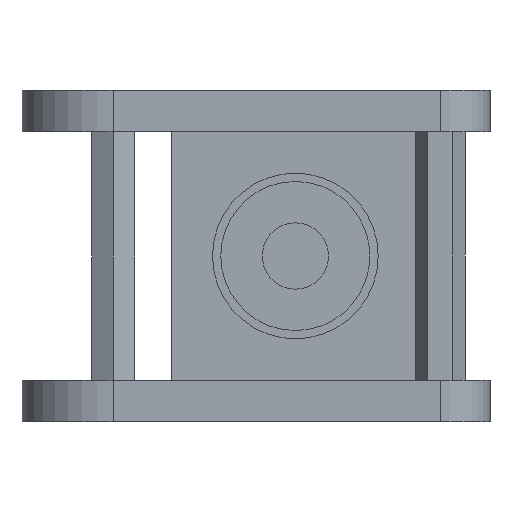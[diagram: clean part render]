
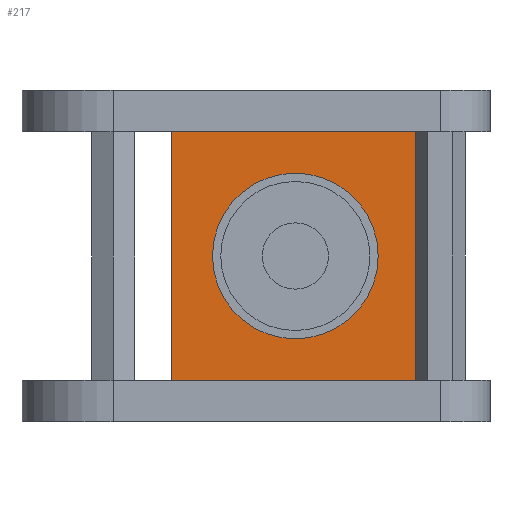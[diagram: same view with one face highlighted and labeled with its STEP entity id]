
A CAD part, front view. The second image highlights one B-rep face of the part: STEP entity #217.
In plain terms, the highlighted planar face has unit normal (0, -1, 0).
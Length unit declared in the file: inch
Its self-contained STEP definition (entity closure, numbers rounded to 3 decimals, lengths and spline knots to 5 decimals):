
#10 = DIRECTION ( 'NONE',  ( 0., 0., 1. ) ) ;
#23 = VERTEX_POINT ( 'NONE', #405 ) ;
#30 = DIRECTION ( 'NONE',  ( -1., 0., 0. ) ) ;
#42 = CARTESIAN_POINT ( 'NONE',  ( 0.19685, 0., -0.59055 ) ) ;
#57 = CARTESIAN_POINT ( 'NONE',  ( -0.59055, 0., -0.7874 ) ) ;
#64 = VECTOR ( 'NONE', #1108, 39.37008 ) ;
#88 = ORIENTED_EDGE ( 'NONE', *, *, #1546, .F. ) ;
#148 = LINE ( 'NONE', #1071, #64 ) ;
#172 = EDGE_LOOP ( 'NONE', ( #1817, #391, #229, #1040, #534, #1379, #1548, #227, #88, #1966, #2083, #1888 ) ) ;
#184 = PLANE ( 'NONE',  #1380 ) ;
#190 = CARTESIAN_POINT ( 'NONE',  ( -0.19685, 0., -0.7874 ) ) ;
#198 = LINE ( 'NONE', #969, #1644 ) ;
#215 = DIRECTION ( 'NONE',  ( 0., 0., -1. ) ) ;
#217 = ADVANCED_FACE ( 'NONE', ( #499, #1493 ), #184, .F. ) ;
#226 = EDGE_CURVE ( 'NONE', #1169, #1571, #536, .T. ) ;
#227 = ORIENTED_EDGE ( 'NONE', *, *, #1296, .F. ) ;
#229 = ORIENTED_EDGE ( 'NONE', *, *, #253, .F. ) ;
#237 = VECTOR ( 'NONE', #30, 39.37008 ) ;
#248 = CARTESIAN_POINT ( 'NONE',  ( 0., 0., -0.07874 ) ) ;
#253 = EDGE_CURVE ( 'NONE', #1571, #689, #1833, .T. ) ;
#254 = CARTESIAN_POINT ( 'NONE',  ( -0.19685, 0., 0.59055 ) ) ;
#329 = CARTESIAN_POINT ( 'NONE',  ( 0., 0., 0. ) ) ;
#344 = AXIS2_PLACEMENT_3D ( 'NONE', #329, #1624, #652 ) ;
#347 = CARTESIAN_POINT ( 'NONE',  ( -0.19685, 0., -0.59055 ) ) ;
#359 = CARTESIAN_POINT ( 'NONE',  ( 0.19685, 0., -0.7874 ) ) ;
#373 = LINE ( 'NONE', #57, #237 ) ;
#377 = VECTOR ( 'NONE', #1483, 39.37008 ) ;
#391 = ORIENTED_EDGE ( 'NONE', *, *, #557, .F. ) ;
#397 = EDGE_CURVE ( 'NONE', #1331, #1848, #1706, .T. ) ;
#405 = CARTESIAN_POINT ( 'NONE',  ( -0.19685, 0., 0.59055 ) ) ;
#411 = VERTEX_POINT ( 'NONE', #849 ) ;
#418 = LINE ( 'NONE', #254, #584 ) ;
#430 = CARTESIAN_POINT ( 'NONE',  ( -0.59055, 0., 0.7874 ) ) ;
#492 = VECTOR ( 'NONE', #1756, 39.37008 ) ;
#499 = FACE_OUTER_BOUND ( 'NONE', #172, .T. ) ;
#502 = LINE ( 'NONE', #1907, #492 ) ;
#513 = VECTOR ( 'NONE', #1701, 39.37008 ) ;
#524 = VECTOR ( 'NONE', #1024, 39.37008 ) ;
#534 = ORIENTED_EDGE ( 'NONE', *, *, #1758, .F. ) ;
#536 = LINE ( 'NONE', #1993, #377 ) ;
#557 = EDGE_CURVE ( 'NONE', #689, #1552, #502, .T. ) ;
#560 = CARTESIAN_POINT ( 'NONE',  ( -0.59055, 0., 0.7874 ) ) ;
#584 = VECTOR ( 'NONE', #2039, 39.37008 ) ;
#620 = LINE ( 'NONE', #1923, #1155 ) ;
#648 = EDGE_CURVE ( 'NONE', #2003, #411, #148, .T. ) ;
#652 = DIRECTION ( 'NONE',  ( 0., 0., 1. ) ) ;
#670 = DIRECTION ( 'NONE',  ( -1., 0., 0. ) ) ;
#689 = VERTEX_POINT ( 'NONE', #1562 ) ;
#758 = CIRCLE ( 'NONE', #344, 0.07874 ) ;
#849 = CARTESIAN_POINT ( 'NONE',  ( -0.19685, 0., -0.59055 ) ) ;
#876 = EDGE_CURVE ( 'NONE', #1763, #1878, #620, .T. ) ;
#944 = DIRECTION ( 'NONE',  ( 1., 0., 0. ) ) ;
#969 = CARTESIAN_POINT ( 'NONE',  ( 0.19685, 0., -0.7874 ) ) ;
#991 = CARTESIAN_POINT ( 'NONE',  ( 0.19685, 0., 0.7874 ) ) ;
#999 = LINE ( 'NONE', #347, #1953 ) ;
#1011 = CARTESIAN_POINT ( 'NONE',  ( 0.59055, 0., -0.7874 ) ) ;
#1024 = DIRECTION ( 'NONE',  ( 1., 0., 0. ) ) ;
#1040 = ORIENTED_EDGE ( 'NONE', *, *, #226, .F. ) ;
#1071 = CARTESIAN_POINT ( 'NONE',  ( -0.19685, 0., -0.59055 ) ) ;
#1108 = DIRECTION ( 'NONE',  ( -1., 0., 0. ) ) ;
#1154 = CARTESIAN_POINT ( 'NONE',  ( 0., 0., 0. ) ) ;
#1155 = VECTOR ( 'NONE', #944, 39.37008 ) ;
#1169 = VERTEX_POINT ( 'NONE', #1320 ) ;
#1214 = EDGE_CURVE ( 'NONE', #1552, #2047, #198, .T. ) ;
#1237 = AXIS2_PLACEMENT_3D ( 'NONE', #1778, #1305, #1821 ) ;
#1242 = EDGE_CURVE ( 'NONE', #1848, #1331, #758, .T. ) ;
#1263 = VERTEX_POINT ( 'NONE', #190 ) ;
#1296 = EDGE_CURVE ( 'NONE', #2019, #1763, #1696, .T. ) ;
#1298 = ORIENTED_EDGE ( 'NONE', *, *, #397, .T. ) ;
#1305 = DIRECTION ( 'NONE',  ( 0., 1., 0. ) ) ;
#1311 = CARTESIAN_POINT ( 'NONE',  ( 0.19685, 0., 0.7874 ) ) ;
#1320 = CARTESIAN_POINT ( 'NONE',  ( 0.19685, 0., 0.59055 ) ) ;
#1331 = VERTEX_POINT ( 'NONE', #248 ) ;
#1356 = DIRECTION ( 'NONE',  ( 0., 0., 1. ) ) ;
#1379 = ORIENTED_EDGE ( 'NONE', *, *, #1637, .F. ) ;
#1380 = AXIS2_PLACEMENT_3D ( 'NONE', #1154, #2005, #1356 ) ;
#1483 = DIRECTION ( 'NONE',  ( 0., 0., 1. ) ) ;
#1493 = FACE_BOUND ( 'NONE', #1641, .T. ) ;
#1520 = CARTESIAN_POINT ( 'NONE',  ( 0.19685, 0., -0.59055 ) ) ;
#1528 = LINE ( 'NONE', #1893, #513 ) ;
#1546 = EDGE_CURVE ( 'NONE', #1263, #2019, #373, .T. ) ;
#1548 = ORIENTED_EDGE ( 'NONE', *, *, #876, .F. ) ;
#1552 = VERTEX_POINT ( 'NONE', #1011 ) ;
#1562 = CARTESIAN_POINT ( 'NONE',  ( 0.59055, 0., 0.7874 ) ) ;
#1571 = VERTEX_POINT ( 'NONE', #1311 ) ;
#1624 = DIRECTION ( 'NONE',  ( 0., 1., 0. ) ) ;
#1637 = EDGE_CURVE ( 'NONE', #1878, #23, #1528, .T. ) ;
#1641 = EDGE_LOOP ( 'NONE', ( #1298, #2099 ) ) ;
#1644 = VECTOR ( 'NONE', #670, 39.37008 ) ;
#1656 = LINE ( 'NONE', #42, #1986 ) ;
#1696 = LINE ( 'NONE', #560, #1918 ) ;
#1701 = DIRECTION ( 'NONE',  ( 0., 0., -1. ) ) ;
#1706 = CIRCLE ( 'NONE', #1237, 0.07874 ) ;
#1715 = DIRECTION ( 'NONE',  ( 0., 0., 1. ) ) ;
#1756 = DIRECTION ( 'NONE',  ( 0., 0., -1. ) ) ;
#1758 = EDGE_CURVE ( 'NONE', #23, #1169, #418, .T. ) ;
#1763 = VERTEX_POINT ( 'NONE', #430 ) ;
#1778 = CARTESIAN_POINT ( 'NONE',  ( 0., 0., 0. ) ) ;
#1817 = ORIENTED_EDGE ( 'NONE', *, *, #1214, .F. ) ;
#1821 = DIRECTION ( 'NONE',  ( 0., 0., 1. ) ) ;
#1832 = CARTESIAN_POINT ( 'NONE',  ( -0.59055, 0., -0.7874 ) ) ;
#1833 = LINE ( 'NONE', #991, #524 ) ;
#1848 = VERTEX_POINT ( 'NONE', #2102 ) ;
#1878 = VERTEX_POINT ( 'NONE', #1963 ) ;
#1888 = ORIENTED_EDGE ( 'NONE', *, *, #2010, .F. ) ;
#1893 = CARTESIAN_POINT ( 'NONE',  ( -0.19685, 0., 0.59055 ) ) ;
#1907 = CARTESIAN_POINT ( 'NONE',  ( 0.59055, 0., 0.7874 ) ) ;
#1918 = VECTOR ( 'NONE', #1715, 39.37008 ) ;
#1923 = CARTESIAN_POINT ( 'NONE',  ( -0.59055, 0., 0.7874 ) ) ;
#1953 = VECTOR ( 'NONE', #215, 39.37008 ) ;
#1963 = CARTESIAN_POINT ( 'NONE',  ( -0.19685, 0., 0.7874 ) ) ;
#1966 = ORIENTED_EDGE ( 'NONE', *, *, #1995, .F. ) ;
#1986 = VECTOR ( 'NONE', #10, 39.37008 ) ;
#1993 = CARTESIAN_POINT ( 'NONE',  ( 0.19685, 0., 0.59055 ) ) ;
#1995 = EDGE_CURVE ( 'NONE', #411, #1263, #999, .T. ) ;
#2003 = VERTEX_POINT ( 'NONE', #1520 ) ;
#2005 = DIRECTION ( 'NONE',  ( 0., 1., 0. ) ) ;
#2010 = EDGE_CURVE ( 'NONE', #2047, #2003, #1656, .T. ) ;
#2019 = VERTEX_POINT ( 'NONE', #1832 ) ;
#2039 = DIRECTION ( 'NONE',  ( 1., 0., 0. ) ) ;
#2047 = VERTEX_POINT ( 'NONE', #359 ) ;
#2083 = ORIENTED_EDGE ( 'NONE', *, *, #648, .F. ) ;
#2099 = ORIENTED_EDGE ( 'NONE', *, *, #1242, .T. ) ;
#2102 = CARTESIAN_POINT ( 'NONE',  ( 0., 0., 0.07874 ) ) ;
